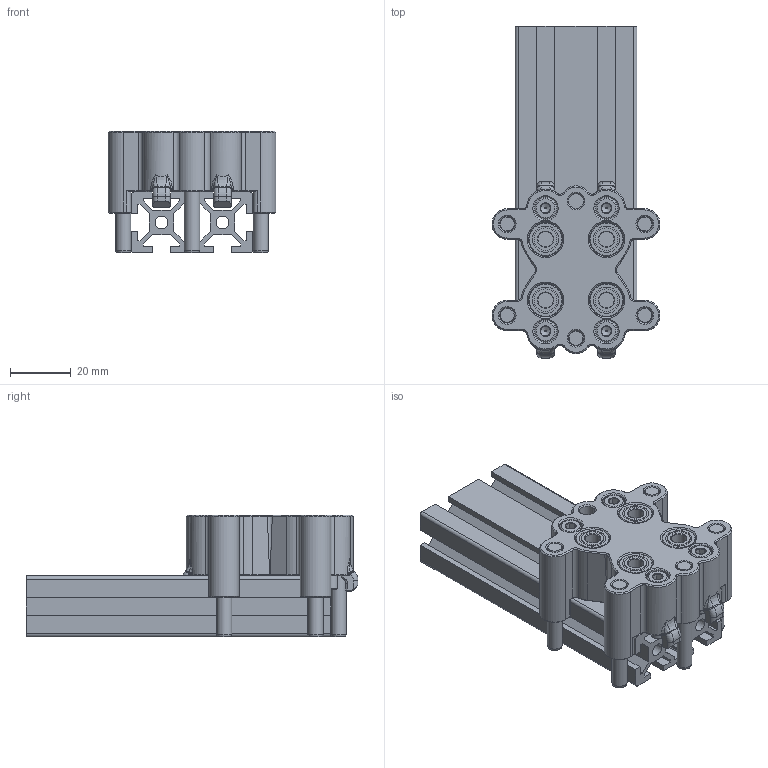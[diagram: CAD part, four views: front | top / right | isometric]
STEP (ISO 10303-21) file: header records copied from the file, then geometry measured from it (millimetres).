
FILE_DESCRIPTION(/* description */ (''),/* implementation_level */ '2;1');
FILE_NAME(/* name */ 'Blind_40.step',/* time_stamp */ '2026-02-20T00:25:14-08:00',/* author */ (''),/* organization */ (''),/* preprocessor_version */ 'ST-DEVELOPER v20.1',/* originating_system */ 'Autodesk Translation Framework v14.24.0.0',/* authorisation */ '');
FILE_SCHEMA (('AUTOMOTIVE_DESIGN { 1 0 10303 214 3 1 1 }'));
Length unit declared in the file: millimetre
Products named in the file (7): 2026-02-20-00-24-51-005; 2026-02-20-00-24-51-009; 2025-12-07-14-42-03-710; 2026-02-20-00-24-51-006; 2026-02-15-03-45-25-427; 2026-02-15-03-44-28-586; 2026-02-14-20-46-24-834
Assembly tree (20 placements, depth 2):
  2026-02-20-00-24-51-005
    2026-02-20-00-24-51-009
    2025-12-07-14-42-03-710
    2026-02-20-00-24-51-006
    2026-02-15-03-45-25-427  x5
    2026-02-15-03-44-28-586  x4
    2026-02-14-20-46-24-834  x8
Bounding box: 55.1 x 108.93 x 40 mm (x, y, z)
Volume: 74393.4 mm3; surface area: 58548.1 mm2
Topology: 139 solids, 139 shells, 1169 faces, 2752 edges, 1685 vertices
Faces by surface type: plane 594, cylinder 223, cone 176, sphere 96, bspline 40, torus 40
Full cylindrical faces by diameter (mm): 4 x4, 4.2 x2, 4.5 x4, 5 x23, 7 x4, 7.385 x32, 7.5 x4, 8.615 x32, 11 x8
Entity records: 25757 total; most frequent: CARTESIAN_POINT 5747, DIRECTION 4087, ORIENTED_EDGE 4076, EDGE_CURVE 2038, LINE 1449, VECTOR 1449, AXIS2_PLACEMENT_3D 1319, VERTEX_POINT 1253
